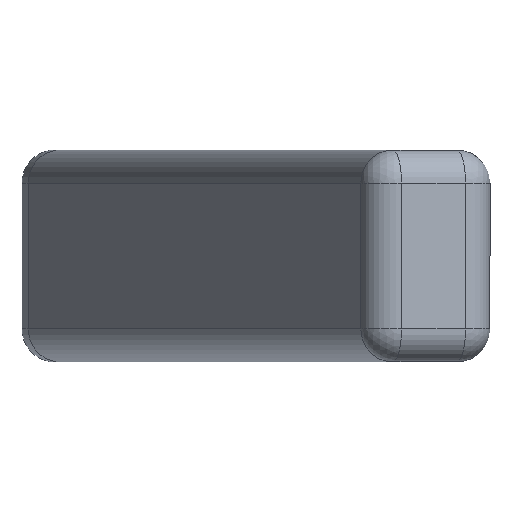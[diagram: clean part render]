
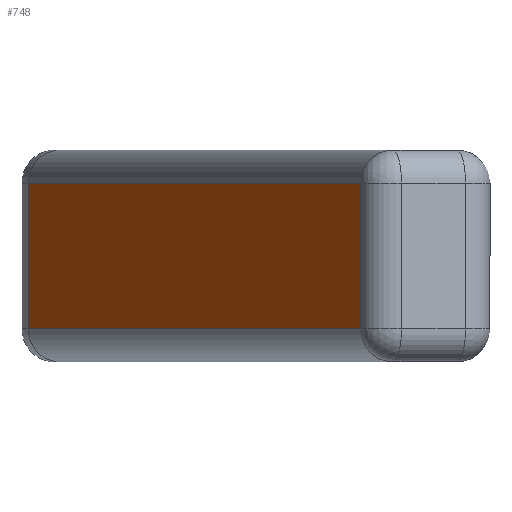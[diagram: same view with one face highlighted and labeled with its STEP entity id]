
A CAD part, left-side view. The second image highlights one B-rep face of the part: STEP entity #748.
In plain terms, the highlighted planar face has unit normal (-0.259, 0.966, 0).
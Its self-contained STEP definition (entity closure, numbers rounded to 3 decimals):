
#31 = LINE ( 'NONE', #1046, #846 ) ;
#46 = EDGE_CURVE ( 'NONE', #342, #204, #31, .T. ) ;
#57 = VERTEX_POINT ( 'NONE', #968 ) ;
#80 = VECTOR ( 'NONE', #761, 1000. ) ;
#124 = EDGE_LOOP ( 'NONE', ( #340, #1070, #843, #1002 ) ) ;
#160 = VECTOR ( 'NONE', #1086, 1000. ) ;
#167 = CARTESIAN_POINT ( 'NONE',  ( -21.998, 0.747, -1.6 ) ) ;
#204 = VERTEX_POINT ( 'NONE', #360 ) ;
#240 = CARTESIAN_POINT ( 'NONE',  ( -2.776, 5.898, -1.6 ) ) ;
#249 = CARTESIAN_POINT ( 'NONE',  ( -21.515, 0.877, 1.1 ) ) ;
#297 = DIRECTION ( 'NONE',  ( 0.966, 0.259, 0. ) ) ;
#334 = DIRECTION ( 'NONE',  ( 0.966, 0.259, 0. ) ) ;
#340 = ORIENTED_EDGE ( 'NONE', *, *, #371, .T. ) ;
#342 = VERTEX_POINT ( 'NONE', #249 ) ;
#360 = CARTESIAN_POINT ( 'NONE',  ( -2.776, 5.898, 1.1 ) ) ;
#371 = EDGE_CURVE ( 'NONE', #204, #801, #1081, .T. ) ;
#471 = CARTESIAN_POINT ( 'NONE',  ( -21.515, 0.877, 1.6 ) ) ;
#502 = EDGE_CURVE ( 'NONE', #801, #57, #609, .T. ) ;
#511 = AXIS2_PLACEMENT_3D ( 'NONE', #167, #999, #334 ) ;
#574 = PLANE ( 'NONE',  #511 ) ;
#600 = CARTESIAN_POINT ( 'NONE',  ( -21.998, 0.747, -1.1 ) ) ;
#609 = LINE ( 'NONE', #600, #80 ) ;
#622 = DIRECTION ( 'NONE',  ( 0., 0., 1. ) ) ;
#695 = LINE ( 'NONE', #471, #880 ) ;
#748 = ADVANCED_FACE ( 'NONE', ( #925 ), #574, .F. ) ;
#761 = DIRECTION ( 'NONE',  ( -0.966, -0.259, 0. ) ) ;
#801 = VERTEX_POINT ( 'NONE', #1089 ) ;
#843 = ORIENTED_EDGE ( 'NONE', *, *, #1062, .T. ) ;
#846 = VECTOR ( 'NONE', #297, 1000. ) ;
#880 = VECTOR ( 'NONE', #622, 1000. ) ;
#925 = FACE_OUTER_BOUND ( 'NONE', #124, .T. ) ;
#968 = CARTESIAN_POINT ( 'NONE',  ( -21.515, 0.877, -1.1 ) ) ;
#999 = DIRECTION ( 'NONE',  ( 0.259, -0.966, 0. ) ) ;
#1002 = ORIENTED_EDGE ( 'NONE', *, *, #46, .T. ) ;
#1046 = CARTESIAN_POINT ( 'NONE',  ( -21.998, 0.747, 1.1 ) ) ;
#1062 = EDGE_CURVE ( 'NONE', #57, #342, #695, .T. ) ;
#1070 = ORIENTED_EDGE ( 'NONE', *, *, #502, .T. ) ;
#1081 = LINE ( 'NONE', #240, #160 ) ;
#1086 = DIRECTION ( 'NONE',  ( 0., 0., -1. ) ) ;
#1089 = CARTESIAN_POINT ( 'NONE',  ( -2.776, 5.898, -1.1 ) ) ;
